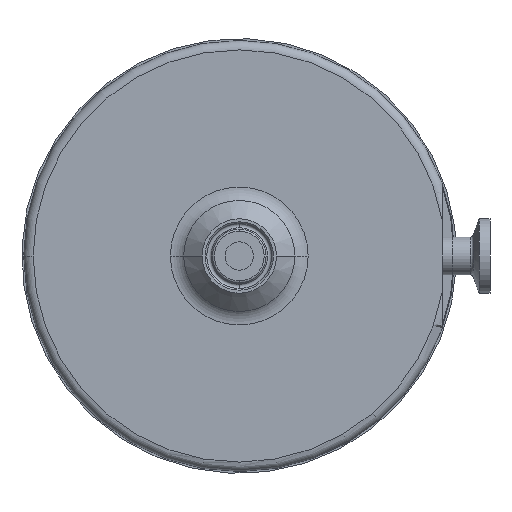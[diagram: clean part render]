
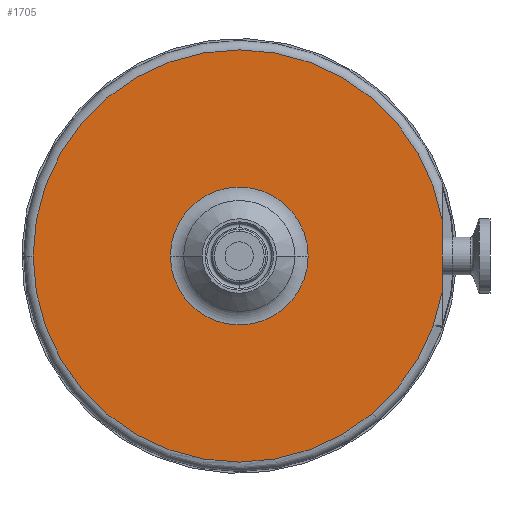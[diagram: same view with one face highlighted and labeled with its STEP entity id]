
A CAD part, front view. The second image highlights one B-rep face of the part: STEP entity #1705.
In plain terms, the highlighted planar face has unit normal (0, -1, 0).
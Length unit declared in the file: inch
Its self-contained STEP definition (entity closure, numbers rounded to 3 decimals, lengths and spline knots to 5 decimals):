
#27 = CARTESIAN_POINT ( 'NONE',  ( 0., -0.505, 0. ) ) ;
#99 = AXIS2_PLACEMENT_3D ( 'NONE', #1985, #7110, #3856 ) ;
#216 = DIRECTION ( 'NONE',  ( 0., 1., 0. ) ) ;
#795 = AXIS2_PLACEMENT_3D ( 'NONE', #6656, #7158, #7195 ) ;
#959 = DIRECTION ( 'NONE',  ( 1., 0., 0. ) ) ;
#1705 = ADVANCED_FACE ( 'Defeatured_0_33', ( #3043, #5594 ), #8150, .T. ) ;
#1780 = EDGE_CURVE ( 'NONE', #4196, #6673, #2465, .T. ) ;
#1862 = VERTEX_POINT ( 'NONE', #2825 ) ;
#1907 = AXIS2_PLACEMENT_3D ( 'NONE', #2453, #2409, #959 ) ;
#1985 = CARTESIAN_POINT ( 'NONE',  ( 0., -0.505, 0. ) ) ;
#2031 = ORIENTED_EDGE ( 'NONE', *, *, #1780, .F. ) ;
#2089 = ORIENTED_EDGE ( 'NONE', *, *, #2207, .F. ) ;
#2169 = CARTESIAN_POINT ( 'NONE',  ( 0., -0.505, 0. ) ) ;
#2207 = EDGE_CURVE ( 'NONE', #6673, #1862, #2641, .T. ) ;
#2409 = DIRECTION ( 'NONE',  ( 0., -1., 0. ) ) ;
#2453 = CARTESIAN_POINT ( 'NONE',  ( -2.725, -0.505, 0. ) ) ;
#2465 = CIRCLE ( 'NONE', #7140, 2.725 ) ;
#2641 = LINE ( 'NONE', #5227, #6492 ) ;
#2674 = EDGE_CURVE ( 'NONE', #3362, #5899, #4799, .T. ) ;
#2825 = CARTESIAN_POINT ( 'NONE',  ( 2.685, -0.505, -0.46519 ) ) ;
#2938 = DIRECTION ( 'NONE',  ( -1., 0., 0. ) ) ;
#3043 = FACE_OUTER_BOUND ( 'NONE', #7377, .T. ) ;
#3047 = EDGE_CURVE ( 'NONE', #1862, #4196, #7362, .T. ) ;
#3362 = VERTEX_POINT ( 'NONE', #4854 ) ;
#3793 = CIRCLE ( 'NONE', #795, 0.91105 ) ;
#3856 = DIRECTION ( 'NONE',  ( -1., 0., 0. ) ) ;
#4007 = AXIS2_PLACEMENT_3D ( 'NONE', #2169, #216, #2938 ) ;
#4196 = VERTEX_POINT ( 'NONE', #6729 ) ;
#4299 = ORIENTED_EDGE ( 'NONE', *, *, #2674, .T. ) ;
#4799 = CIRCLE ( 'NONE', #4007, 0.91105 ) ;
#4854 = CARTESIAN_POINT ( 'NONE',  ( -0.91105, -0.505, 0. ) ) ;
#5227 = CARTESIAN_POINT ( 'NONE',  ( 2.685, -0.505, 0. ) ) ;
#5372 = EDGE_LOOP ( 'NONE', ( #4299, #7508 ) ) ;
#5545 = CARTESIAN_POINT ( 'NONE',  ( 2.685, -0.505, 0.46519 ) ) ;
#5594 = FACE_BOUND ( 'NONE', #5372, .T. ) ;
#5899 = VERTEX_POINT ( 'NONE', #8136 ) ;
#6492 = VECTOR ( 'NONE', #7190, 39.37008 ) ;
#6656 = CARTESIAN_POINT ( 'NONE',  ( 0., -0.505, 0. ) ) ;
#6673 = VERTEX_POINT ( 'NONE', #5545 ) ;
#6729 = CARTESIAN_POINT ( 'NONE',  ( -2.725, -0.505, 0. ) ) ;
#6968 = DIRECTION ( 'NONE',  ( -1., 0., 0. ) ) ;
#7014 = DIRECTION ( 'NONE',  ( 0., 1., 0. ) ) ;
#7110 = DIRECTION ( 'NONE',  ( 0., 1., 0. ) ) ;
#7140 = AXIS2_PLACEMENT_3D ( 'NONE', #27, #7014, #6968 ) ;
#7158 = DIRECTION ( 'NONE',  ( 0., 1., 0. ) ) ;
#7190 = DIRECTION ( 'NONE',  ( 0., 0., -1. ) ) ;
#7195 = DIRECTION ( 'NONE',  ( -1., 0., 0. ) ) ;
#7362 = CIRCLE ( 'NONE', #99, 2.725 ) ;
#7377 = EDGE_LOOP ( 'NONE', ( #2089, #2031, #7934 ) ) ;
#7508 = ORIENTED_EDGE ( 'NONE', *, *, #7987, .T. ) ;
#7934 = ORIENTED_EDGE ( 'NONE', *, *, #3047, .F. ) ;
#7987 = EDGE_CURVE ( 'NONE', #5899, #3362, #3793, .T. ) ;
#8136 = CARTESIAN_POINT ( 'NONE',  ( 0.91105, -0.505, 0. ) ) ;
#8150 = PLANE ( 'NONE',  #1907 ) ;
